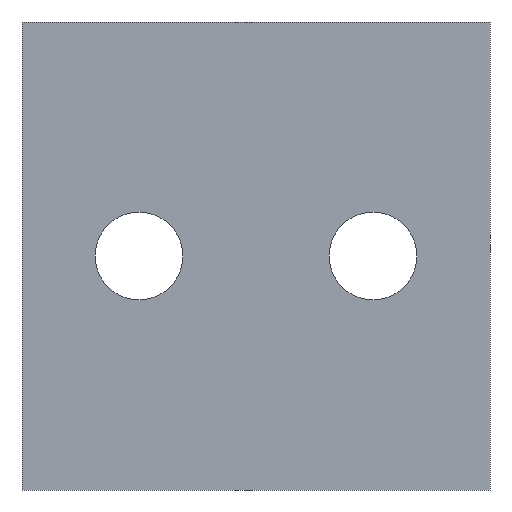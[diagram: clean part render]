
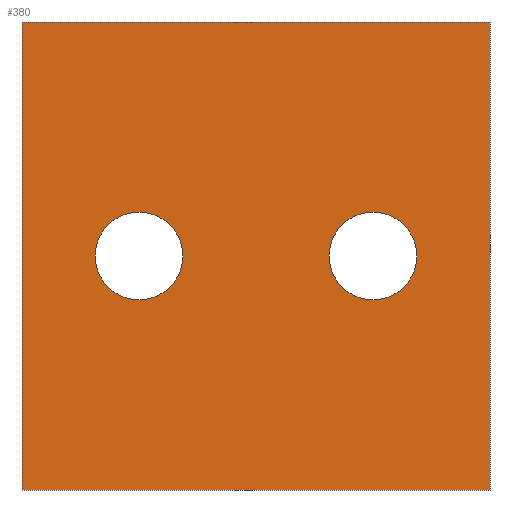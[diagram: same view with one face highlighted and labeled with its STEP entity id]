
A CAD part, front view. The second image highlights one B-rep face of the part: STEP entity #380.
In plain terms, the highlighted planar face has unit normal (0, -1, 0).
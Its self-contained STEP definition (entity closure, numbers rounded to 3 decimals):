
#16 = EDGE_LOOP ( 'NONE', ( #267, #115, #387, #363 ) ) ;
#17 = CARTESIAN_POINT ( 'NONE',  ( -16., 0., -16. ) ) ;
#23 = AXIS2_PLACEMENT_3D ( 'NONE', #422, #209, #428 ) ;
#28 = CIRCLE ( 'NONE', #53, 3. ) ;
#31 = VERTEX_POINT ( 'NONE', #17 ) ;
#40 = DIRECTION ( 'NONE',  ( 0., 1., 0. ) ) ;
#46 = LINE ( 'NONE', #184, #355 ) ;
#52 = AXIS2_PLACEMENT_3D ( 'NONE', #356, #421, #116 ) ;
#53 = AXIS2_PLACEMENT_3D ( 'NONE', #372, #290, #433 ) ;
#70 = EDGE_CURVE ( 'NONE', #242, #180, #28, .T. ) ;
#79 = DIRECTION ( 'NONE',  ( 0., 0., -1. ) ) ;
#90 = VECTOR ( 'NONE', #99, 1000. ) ;
#96 = VERTEX_POINT ( 'NONE', #138 ) ;
#99 = DIRECTION ( 'NONE',  ( 0., 0., 1. ) ) ;
#108 = ORIENTED_EDGE ( 'NONE', *, *, #262, .T. ) ;
#109 = DIRECTION ( 'NONE',  ( -1., 0., 0. ) ) ;
#115 = ORIENTED_EDGE ( 'NONE', *, *, #231, .F. ) ;
#116 = DIRECTION ( 'NONE',  ( 0., 0., 1. ) ) ;
#118 = LINE ( 'NONE', #388, #289 ) ;
#121 = CARTESIAN_POINT ( 'NONE',  ( 16., 0., 16. ) ) ;
#125 = ORIENTED_EDGE ( 'NONE', *, *, #70, .T. ) ;
#138 = CARTESIAN_POINT ( 'NONE',  ( -16., 0., 16. ) ) ;
#139 = EDGE_CURVE ( 'NONE', #31, #96, #204, .T. ) ;
#141 = DIRECTION ( 'NONE',  ( 1., 0., 0. ) ) ;
#145 = FACE_BOUND ( 'NONE', #270, .T. ) ;
#147 = DIRECTION ( 'NONE',  ( 0., 0., 1. ) ) ;
#159 = CIRCLE ( 'NONE', #163, 3. ) ;
#160 = EDGE_LOOP ( 'NONE', ( #108, #187 ) ) ;
#162 = EDGE_CURVE ( 'NONE', #248, #330, #159, .T. ) ;
#163 = AXIS2_PLACEMENT_3D ( 'NONE', #423, #40, #147 ) ;
#168 = DIRECTION ( 'NONE',  ( 0., 0., 1. ) ) ;
#178 = CARTESIAN_POINT ( 'NONE',  ( -16., 0., 16. ) ) ;
#180 = VERTEX_POINT ( 'NONE', #317 ) ;
#184 = CARTESIAN_POINT ( 'NONE',  ( -16., 0., -16. ) ) ;
#187 = ORIENTED_EDGE ( 'NONE', *, *, #162, .T. ) ;
#191 = VERTEX_POINT ( 'NONE', #358 ) ;
#204 = LINE ( 'NONE', #178, #90 ) ;
#209 = DIRECTION ( 'NONE',  ( 0., -1., 0. ) ) ;
#210 = LINE ( 'NONE', #447, #249 ) ;
#213 = CARTESIAN_POINT ( 'NONE',  ( 8., 0., -3. ) ) ;
#218 = EDGE_CURVE ( 'NONE', #384, #191, #118, .T. ) ;
#231 = EDGE_CURVE ( 'NONE', #96, #384, #210, .T. ) ;
#241 = PLANE ( 'NONE',  #23 ) ;
#242 = VERTEX_POINT ( 'NONE', #274 ) ;
#248 = VERTEX_POINT ( 'NONE', #213 ) ;
#249 = VECTOR ( 'NONE', #141, 1000. ) ;
#262 = EDGE_CURVE ( 'NONE', #330, #248, #431, .T. ) ;
#267 = ORIENTED_EDGE ( 'NONE', *, *, #218, .F. ) ;
#270 = EDGE_LOOP ( 'NONE', ( #398, #125 ) ) ;
#272 = CARTESIAN_POINT ( 'NONE',  ( 8., 0., 3. ) ) ;
#274 = CARTESIAN_POINT ( 'NONE',  ( -8., 0., -3. ) ) ;
#276 = EDGE_CURVE ( 'NONE', #191, #31, #46, .T. ) ;
#289 = VECTOR ( 'NONE', #79, 1000. ) ;
#290 = DIRECTION ( 'NONE',  ( 0., 1., 0. ) ) ;
#300 = AXIS2_PLACEMENT_3D ( 'NONE', #383, #303, #168 ) ;
#303 = DIRECTION ( 'NONE',  ( 0., 1., 0. ) ) ;
#317 = CARTESIAN_POINT ( 'NONE',  ( -8., 0., 3. ) ) ;
#319 = FACE_BOUND ( 'NONE', #160, .T. ) ;
#320 = CIRCLE ( 'NONE', #300, 3. ) ;
#330 = VERTEX_POINT ( 'NONE', #272 ) ;
#343 = EDGE_CURVE ( 'NONE', #180, #242, #320, .T. ) ;
#355 = VECTOR ( 'NONE', #109, 1000. ) ;
#356 = CARTESIAN_POINT ( 'NONE',  ( 8., 0., 0. ) ) ;
#358 = CARTESIAN_POINT ( 'NONE',  ( 16., 0., -16. ) ) ;
#363 = ORIENTED_EDGE ( 'NONE', *, *, #276, .F. ) ;
#372 = CARTESIAN_POINT ( 'NONE',  ( -8., 0., 0. ) ) ;
#380 = ADVANCED_FACE ( 'NONE', ( #145, #319, #419 ), #241, .T. ) ;
#383 = CARTESIAN_POINT ( 'NONE',  ( -8., 0., 0. ) ) ;
#384 = VERTEX_POINT ( 'NONE', #121 ) ;
#387 = ORIENTED_EDGE ( 'NONE', *, *, #139, .F. ) ;
#388 = CARTESIAN_POINT ( 'NONE',  ( 16., 0., 16. ) ) ;
#398 = ORIENTED_EDGE ( 'NONE', *, *, #343, .T. ) ;
#419 = FACE_OUTER_BOUND ( 'NONE', #16, .T. ) ;
#421 = DIRECTION ( 'NONE',  ( 0., 1., 0. ) ) ;
#422 = CARTESIAN_POINT ( 'NONE',  ( 16., 0., -16. ) ) ;
#423 = CARTESIAN_POINT ( 'NONE',  ( 8., 0., 0. ) ) ;
#428 = DIRECTION ( 'NONE',  ( 0., 0., -1. ) ) ;
#431 = CIRCLE ( 'NONE', #52, 3. ) ;
#433 = DIRECTION ( 'NONE',  ( 0., 0., 1. ) ) ;
#447 = CARTESIAN_POINT ( 'NONE',  ( -16., 0., 16. ) ) ;
